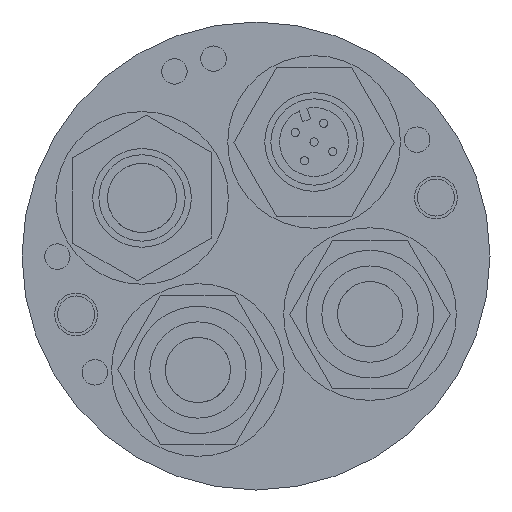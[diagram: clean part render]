
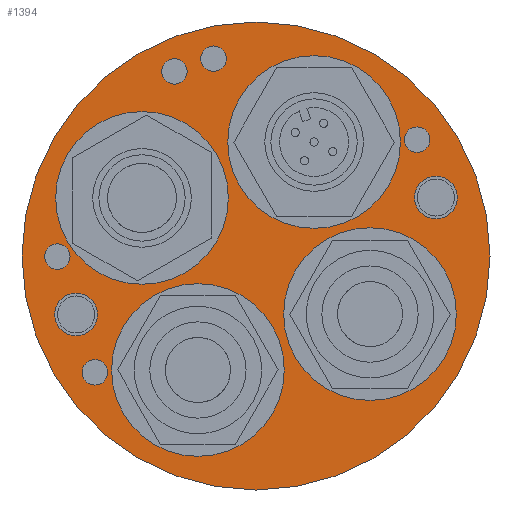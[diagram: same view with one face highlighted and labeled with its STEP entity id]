
A CAD part, left-side view. The second image highlights one B-rep face of the part: STEP entity #1394.
In plain terms, the highlighted planar face has unit normal (-1, 0, 0).
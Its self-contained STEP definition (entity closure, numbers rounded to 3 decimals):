
#227=FACE_BOUND('',#485,.T.);
#228=FACE_BOUND('',#486,.T.);
#229=FACE_BOUND('',#487,.T.);
#230=FACE_BOUND('',#488,.T.);
#231=FACE_BOUND('',#489,.T.);
#232=FACE_BOUND('',#490,.T.);
#233=FACE_BOUND('',#491,.T.);
#234=FACE_BOUND('',#492,.T.);
#235=FACE_BOUND('',#493,.T.);
#236=FACE_BOUND('',#494,.T.);
#237=FACE_BOUND('',#495,.T.);
#352=FACE_OUTER_BOUND('',#484,.T.);
#484=EDGE_LOOP('',(#1071));
#485=EDGE_LOOP('',(#1072));
#486=EDGE_LOOP('',(#1073));
#487=EDGE_LOOP('',(#1074));
#488=EDGE_LOOP('',(#1075));
#489=EDGE_LOOP('',(#1076));
#490=EDGE_LOOP('',(#1077));
#491=EDGE_LOOP('',(#1078));
#492=EDGE_LOOP('',(#1079));
#493=EDGE_LOOP('',(#1080));
#494=EDGE_LOOP('',(#1081));
#495=EDGE_LOOP('',(#1082));
#584=CIRCLE('',#1527,10.5);
#585=CIRCLE('',#1529,10.5);
#587=CIRCLE('',#1533,10.5);
#588=CIRCLE('',#1535,28.45);
#589=CIRCLE('',#1536,2.6);
#590=CIRCLE('',#1537,1.55);
#591=CIRCLE('',#1538,1.55);
#592=CIRCLE('',#1539,1.55);
#593=CIRCLE('',#1540,1.55);
#594=CIRCLE('',#1541,1.55);
#595=CIRCLE('',#1542,10.5);
#596=CIRCLE('',#1543,2.6);
#690=VERTEX_POINT('',#2249);
#691=VERTEX_POINT('',#2252);
#693=VERTEX_POINT('',#2258);
#694=VERTEX_POINT('',#2261);
#695=VERTEX_POINT('',#2263);
#696=VERTEX_POINT('',#2265);
#697=VERTEX_POINT('',#2267);
#698=VERTEX_POINT('',#2269);
#699=VERTEX_POINT('',#2271);
#700=VERTEX_POINT('',#2273);
#701=VERTEX_POINT('',#2275);
#702=VERTEX_POINT('',#2277);
#830=EDGE_CURVE('',#690,#690,#584,.T.);
#831=EDGE_CURVE('',#691,#691,#585,.T.);
#833=EDGE_CURVE('',#693,#693,#587,.T.);
#834=EDGE_CURVE('',#694,#694,#588,.T.);
#835=EDGE_CURVE('',#695,#695,#589,.T.);
#836=EDGE_CURVE('',#696,#696,#590,.T.);
#837=EDGE_CURVE('',#697,#697,#591,.T.);
#838=EDGE_CURVE('',#698,#698,#592,.T.);
#839=EDGE_CURVE('',#699,#699,#593,.T.);
#840=EDGE_CURVE('',#700,#700,#594,.T.);
#841=EDGE_CURVE('',#701,#701,#595,.T.);
#842=EDGE_CURVE('',#702,#702,#596,.T.);
#1071=ORIENTED_EDGE('',*,*,#834,.F.);
#1072=ORIENTED_EDGE('',*,*,#835,.T.);
#1073=ORIENTED_EDGE('',*,*,#833,.T.);
#1074=ORIENTED_EDGE('',*,*,#830,.T.);
#1075=ORIENTED_EDGE('',*,*,#836,.T.);
#1076=ORIENTED_EDGE('',*,*,#837,.T.);
#1077=ORIENTED_EDGE('',*,*,#838,.T.);
#1078=ORIENTED_EDGE('',*,*,#839,.T.);
#1079=ORIENTED_EDGE('',*,*,#840,.T.);
#1080=ORIENTED_EDGE('',*,*,#831,.T.);
#1081=ORIENTED_EDGE('',*,*,#841,.T.);
#1082=ORIENTED_EDGE('',*,*,#842,.T.);
#1211=PLANE('',#1534);
#1394=ADVANCED_FACE('',(#352,#227,#228,#229,#230,#231,#232,#233,#234,#235,
#236,#237),#1211,.F.);
#1527=AXIS2_PLACEMENT_3D('',#2250,#1854,#1855);
#1529=AXIS2_PLACEMENT_3D('',#2253,#1858,#1859);
#1533=AXIS2_PLACEMENT_3D('',#2259,#1866,#1867);
#1534=AXIS2_PLACEMENT_3D('',#2260,#1868,#1869);
#1535=AXIS2_PLACEMENT_3D('',#2262,#1870,#1871);
#1536=AXIS2_PLACEMENT_3D('',#2264,#1872,#1873);
#1537=AXIS2_PLACEMENT_3D('',#2266,#1874,#1875);
#1538=AXIS2_PLACEMENT_3D('',#2268,#1876,#1877);
#1539=AXIS2_PLACEMENT_3D('',#2270,#1878,#1879);
#1540=AXIS2_PLACEMENT_3D('',#2272,#1880,#1881);
#1541=AXIS2_PLACEMENT_3D('',#2274,#1882,#1883);
#1542=AXIS2_PLACEMENT_3D('',#2276,#1884,#1885);
#1543=AXIS2_PLACEMENT_3D('',#2278,#1886,#1887);
#1854=DIRECTION('center_axis',(1.,0.,0.));
#1855=DIRECTION('ref_axis',(0.,-1.,0.));
#1858=DIRECTION('center_axis',(1.,0.,0.));
#1859=DIRECTION('ref_axis',(0.,-1.,0.));
#1866=DIRECTION('center_axis',(1.,0.,0.));
#1867=DIRECTION('ref_axis',(0.,-1.,0.));
#1868=DIRECTION('center_axis',(1.,0.,0.));
#1869=DIRECTION('ref_axis',(0.,0.,-1.));
#1870=DIRECTION('center_axis',(1.,0.,0.));
#1871=DIRECTION('ref_axis',(0.,-1.,0.));
#1872=DIRECTION('center_axis',(1.,0.,0.));
#1873=DIRECTION('ref_axis',(0.,-1.,0.));
#1874=DIRECTION('center_axis',(1.,0.,0.));
#1875=DIRECTION('ref_axis',(0.,-1.,0.));
#1876=DIRECTION('center_axis',(1.,0.,0.));
#1877=DIRECTION('ref_axis',(0.,-1.,0.));
#1878=DIRECTION('center_axis',(1.,0.,0.));
#1879=DIRECTION('ref_axis',(0.,-1.,0.));
#1880=DIRECTION('center_axis',(1.,0.,0.));
#1881=DIRECTION('ref_axis',(0.,-1.,0.));
#1882=DIRECTION('center_axis',(1.,0.,0.));
#1883=DIRECTION('ref_axis',(0.,-1.,0.));
#1884=DIRECTION('center_axis',(1.,0.,0.));
#1885=DIRECTION('ref_axis',(0.,-1.,0.));
#1886=DIRECTION('center_axis',(1.,0.,0.));
#1887=DIRECTION('ref_axis',(0.,-1.,0.));
#2249=CARTESIAN_POINT('',(-86.25,5.14,-7.062));
#2250=CARTESIAN_POINT('Origin',(-86.25,15.64,-7.062));
#2252=CARTESIAN_POINT('',(-86.25,26.062,-13.86));
#2253=CARTESIAN_POINT('Origin',(-86.25,36.562,-13.86));
#2258=CARTESIAN_POINT('',(-86.25,32.86,7.062));
#2259=CARTESIAN_POINT('Origin',(-86.25,43.36,7.062));
#2260=CARTESIAN_POINT('Origin',(-86.25,29.5,0.));
#2261=CARTESIAN_POINT('',(-86.25,1.05,0.));
#2262=CARTESIAN_POINT('Origin',(-86.25,29.5,0.));
#2263=CARTESIAN_POINT('',(-86.25,48.774,-7.107));
#2264=CARTESIAN_POINT('Origin',(-86.25,51.374,-7.107));
#2265=CARTESIAN_POINT('',(-86.25,47.536,-14.145));
#2266=CARTESIAN_POINT('Origin',(-86.25,49.086,-14.145));
#2267=CARTESIAN_POINT('',(-86.25,52.11,-0.069));
#2268=CARTESIAN_POINT('Origin',(-86.25,53.66,-0.069));
#2269=CARTESIAN_POINT('',(-86.25,8.364,14.145));
#2270=CARTESIAN_POINT('Origin',(-86.25,9.914,14.145));
#2271=CARTESIAN_POINT('',(-86.25,33.115,23.985));
#2272=CARTESIAN_POINT('Origin',(-86.25,34.665,23.985));
#2273=CARTESIAN_POINT('',(-86.25,37.87,22.44));
#2274=CARTESIAN_POINT('Origin',(-86.25,39.42,22.44));
#2275=CARTESIAN_POINT('',(-86.25,11.938,13.86));
#2276=CARTESIAN_POINT('Origin',(-86.25,22.438,13.86));
#2277=CARTESIAN_POINT('',(-86.25,5.026,7.107));
#2278=CARTESIAN_POINT('Origin',(-86.25,7.626,7.107));
